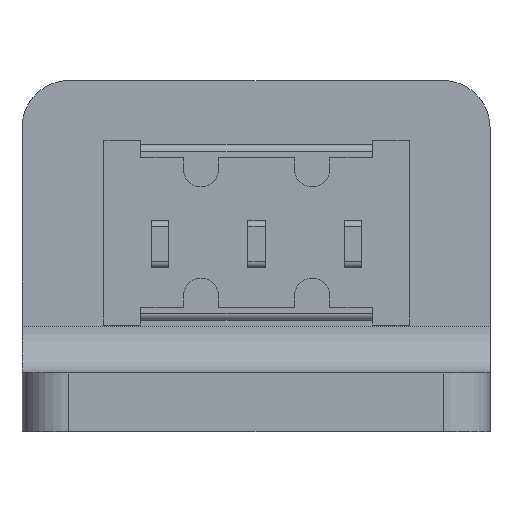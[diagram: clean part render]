
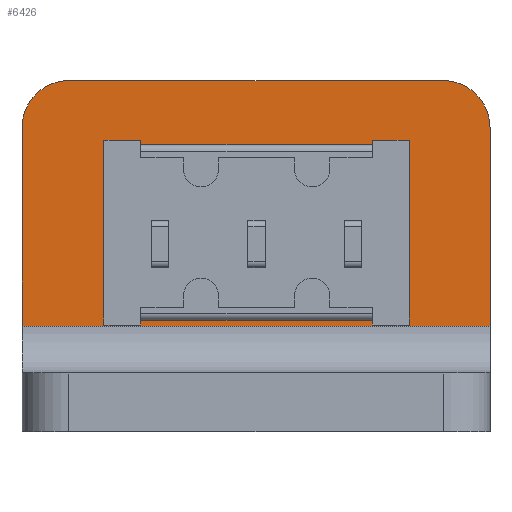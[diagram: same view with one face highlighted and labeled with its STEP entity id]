
A CAD part, front view. The second image highlights one B-rep face of the part: STEP entity #6426.
In plain terms, the highlighted planar face has unit normal (0, -1, 0).
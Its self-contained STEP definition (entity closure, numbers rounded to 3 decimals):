
#40=FACE_BOUND('',#1288,.T.);
#561=PLANE('',#6904);
#912=FACE_OUTER_BOUND('',#1287,.T.);
#1287=EDGE_LOOP('',(#5921,#5922,#5923,#5924,#5925,#5926));
#1288=EDGE_LOOP('',(#5927));
#1768=LINE('',#17042,#2251);
#1769=LINE('',#17046,#2252);
#1770=LINE('',#17050,#2253);
#1771=LINE('',#17053,#2254);
#2251=VECTOR('',#8279,10.);
#2252=VECTOR('',#8284,10.);
#2253=VECTOR('',#8287,10.);
#2254=VECTOR('',#8290,10.);
#2484=CIRCLE('',#6905,2.);
#2485=CIRCLE('',#6906,2.);
#2486=CIRCLE('',#6907,3.2);
#3104=VERTEX_POINT('',#17039);
#3105=VERTEX_POINT('',#17041);
#3106=VERTEX_POINT('',#17045);
#3107=VERTEX_POINT('',#17047);
#3108=VERTEX_POINT('',#17049);
#3109=VERTEX_POINT('',#17051);
#3110=VERTEX_POINT('',#17054);
#4050=EDGE_CURVE('',#3104,#3105,#1768,.T.);
#4052=EDGE_CURVE('',#3104,#3106,#1769,.T.);
#4053=EDGE_CURVE('',#3107,#3106,#2484,.T.);
#4054=EDGE_CURVE('',#3108,#3107,#1770,.T.);
#4055=EDGE_CURVE('',#3109,#3108,#2485,.T.);
#4056=EDGE_CURVE('',#3105,#3109,#1771,.T.);
#4057=EDGE_CURVE('',#3110,#3110,#2486,.T.);
#5921=ORIENTED_EDGE('',*,*,#4050,.F.);
#5922=ORIENTED_EDGE('',*,*,#4052,.T.);
#5923=ORIENTED_EDGE('',*,*,#4053,.F.);
#5924=ORIENTED_EDGE('',*,*,#4054,.F.);
#5925=ORIENTED_EDGE('',*,*,#4055,.F.);
#5926=ORIENTED_EDGE('',*,*,#4056,.F.);
#5927=ORIENTED_EDGE('',*,*,#4057,.T.);
#6426=ADVANCED_FACE('',(#912,#40),#561,.T.);
#6904=AXIS2_PLACEMENT_3D('',#17044,#8282,#8283);
#6905=AXIS2_PLACEMENT_3D('',#17048,#8285,#8286);
#6906=AXIS2_PLACEMENT_3D('',#17052,#8288,#8289);
#6907=AXIS2_PLACEMENT_3D('',#17055,#8291,#8292);
#8279=DIRECTION('',(-1.,0.,0.));
#8282=DIRECTION('center_axis',(0.,-1.,0.));
#8283=DIRECTION('ref_axis',(1.,0.,0.));
#8284=DIRECTION('',(0.,0.,1.));
#8285=DIRECTION('center_axis',(0.,1.,0.));
#8286=DIRECTION('ref_axis',(0.707,0.,0.707));
#8287=DIRECTION('',(1.,0.,0.));
#8288=DIRECTION('center_axis',(0.,1.,0.));
#8289=DIRECTION('ref_axis',(-0.707,0.,0.707));
#8290=DIRECTION('',(0.,0.,1.));
#8291=DIRECTION('center_axis',(0.,1.,0.));
#8292=DIRECTION('ref_axis',(1.,0.,0.));
#17039=CARTESIAN_POINT('',(20.,12.5,4.5));
#17041=CARTESIAN_POINT('',(0.,12.5,4.5));
#17042=CARTESIAN_POINT('',(5.,12.5,4.5));
#17044=CARTESIAN_POINT('Origin',(0.,12.5,0.));
#17045=CARTESIAN_POINT('',(20.,12.5,13.));
#17046=CARTESIAN_POINT('',(20.,12.5,0.));
#17047=CARTESIAN_POINT('',(18.,12.5,15.));
#17048=CARTESIAN_POINT('Origin',(18.,12.5,13.));
#17049=CARTESIAN_POINT('',(2.,12.5,15.));
#17050=CARTESIAN_POINT('',(20.,12.5,15.));
#17051=CARTESIAN_POINT('',(0.,12.5,13.));
#17052=CARTESIAN_POINT('Origin',(2.,12.5,13.));
#17053=CARTESIAN_POINT('',(0.,12.5,0.));
#17054=CARTESIAN_POINT('',(6.8,12.5,8.5));
#17055=CARTESIAN_POINT('Origin',(10.,12.5,8.5));
